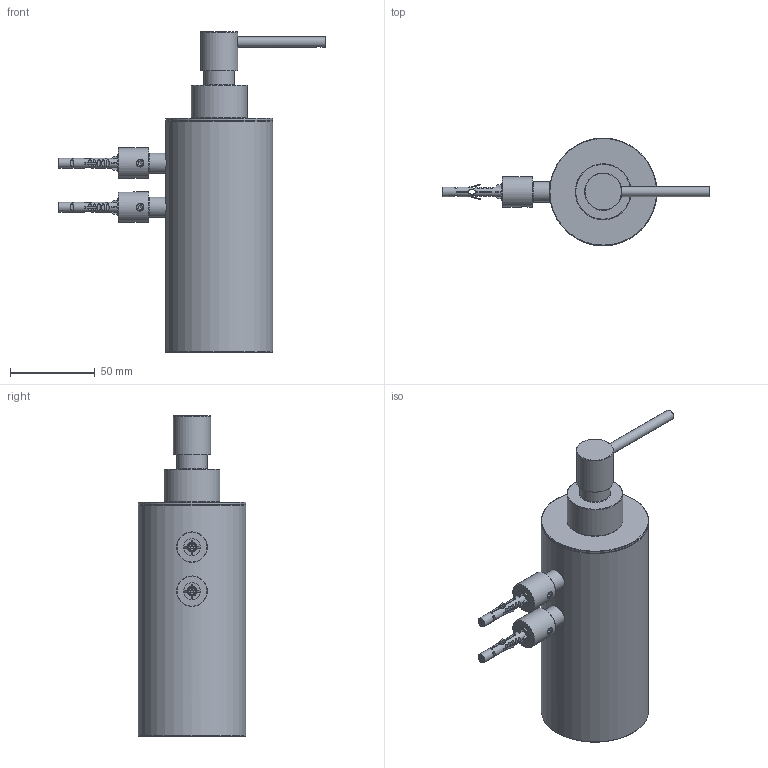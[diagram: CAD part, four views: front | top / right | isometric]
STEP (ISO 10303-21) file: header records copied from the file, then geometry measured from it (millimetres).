
FILE_DESCRIPTION(/* description */ ('Unknown','CAx-IF Rec.Pracs.---Representation and Presentation of Product Manufacturing Information (PMI)---4.0---2014-10-13','CAx-IF Rec.Pracs.---3D Tessellated Geometry---0.4---2014-09-14','2;1'),/* implementation_level */ '2;1');
FILE_NAME(/* name */ 'ARA09-00',/* time_stamp */ '2021-11-05T14:54:35+01:00',/* author */ ('Unknown'),/* organization */ ('Unknown'),/* preprocessor_version */ 'ST-DEVELOPER v16.7',/* originating_system */ 'DEX',/* authorisation */ $);
FILE_SCHEMA (('AP242_MANAGED_MODEL_BASED_3D_ENGINEERING_MIM_LF { 1 0 10303 442 1 1 4 }'));
Length unit declared in the file: millimetre
Products named in the file (14): ARA09-00; ARA09-001_oa_0; ARA09-01; ARA09-02; ARA01-03; ARA01-02; ARA01-002_oa_1; CBA16-05; ARA01-06; ARA09-03; ARA09-05; ARA09-003; ARA09-04; ARA09-06
Assembly tree (17 placements, depth 3):
  ARA09-00
    ARA09-001_oa_0
      ARA09-01
      ARA09-02
      ARA01-03  x2
      ARA01-02  x2
    ARA01-002_oa_1
      CBA16-05  x2
      ARA01-06  x2
    ARA09-03
    ARA09-05
    ARA09-003
      ARA09-04
      ARA09-06
Bounding box: 158.13 x 63.4 x 189 mm (x, y, z)
Volume: 66369.8 mm3; surface area: 84471 mm2
Topology: 14 solids, 14 shells, 266 faces, 615 edges, 399 vertices
Faces by surface type: plane 119, cylinder 85, torus 26, cone 22, bspline 14
Full cylindrical faces by diameter (mm): 1.7 x2, 2.5 x1, 3.242 x2, 3.5 x2, 3.7 x2, 4.134 x4, 4.2 x2, 4.917 x2, 5 x3, 5.7 x2, 6 x2, 6.2 x1, 8 x5, 10 x2, 12 x2, 15 x1, 18 x3, 18.5 x1, 22 x1, 27 x1, 30 x1, 30.7 x1, 31 x1, 33 x1, 60.5 x1, 60.6 x1, 63.4 x2
Entity records: 5532 total; most frequent: CARTESIAN_POINT 1537, DIRECTION 668, ORIENTED_EDGE 518, FACE_BOUND 297, EDGE_LOOP 294, AXIS2_PLACEMENT_3D 282, EDGE_CURVE 259, VERTEX_POINT 214
